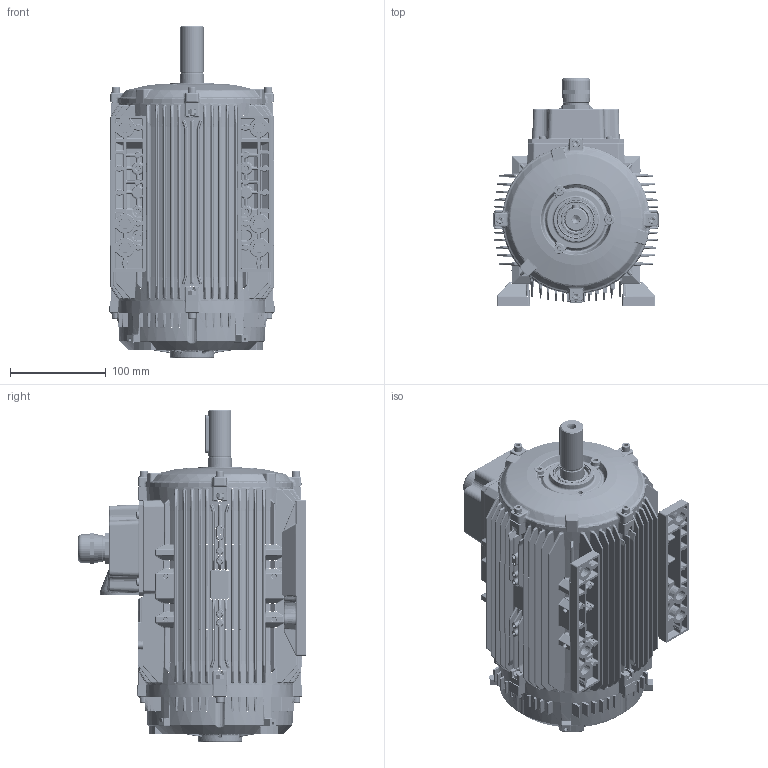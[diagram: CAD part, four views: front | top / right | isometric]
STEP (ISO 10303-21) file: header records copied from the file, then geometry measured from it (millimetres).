
FILE_DESCRIPTION(/* description */ (''),/* implementation_level */ '2;1');
FILE_NAME(/* name */ 'S2H90L4-8C40-KG.stp',/* time_stamp */ '2021-01-03T21:33:30+03:00',/* author */ (''),/* organization */ (''),/* preprocessor_version */ 'ST-DEVELOPER v16',/* originating_system */ 'SIEMENS PLM Software NX 11.0',/* authorisation */ '');
FILE_SCHEMA (('AUTOMOTIVE_DESIGN { 1 0 10303 214 3 1 1 1 }'));
Length unit declared in the file: millimetre
Products named in the file (1): 2603BE5CCA1Cd4gv
Bounding box: 172.19 x 238 x 346.04 mm (x, y, z)
Surface area: 497111.7 mm2 (no closed solid volume)
Topology: 0 solids, 120 shells, 7404 faces, 21653 edges, 13223 vertices
Faces by surface type: bspline 2467, cylinder 2461, plane 1600, torus 336, cone 294, sphere 246
Full cylindrical faces by diameter (mm): 3.5 x6, 4.722 x1, 5 x4, 6.8 x1, 8 x4, 8.4 x1, 8.5 x8, 18 x1, 20 x1, 23.4 x1, 24 x1, 25 x1, 26.619 x1, 28.143 x1, 29.591 x2, 32 x1, 36.9 x1, 40 x1
Entity records: 332193 total; most frequent: CARTESIAN_POINT 125566, ORIENTED_EDGE 35524, DIRECTION 34783, EDGE_CURVE 21133, AXIS2_PLACEMENT_3D 14149, VERTEX_POINT 13153, EDGE_LOOP 7726, ADVANCED_FACE 7402
